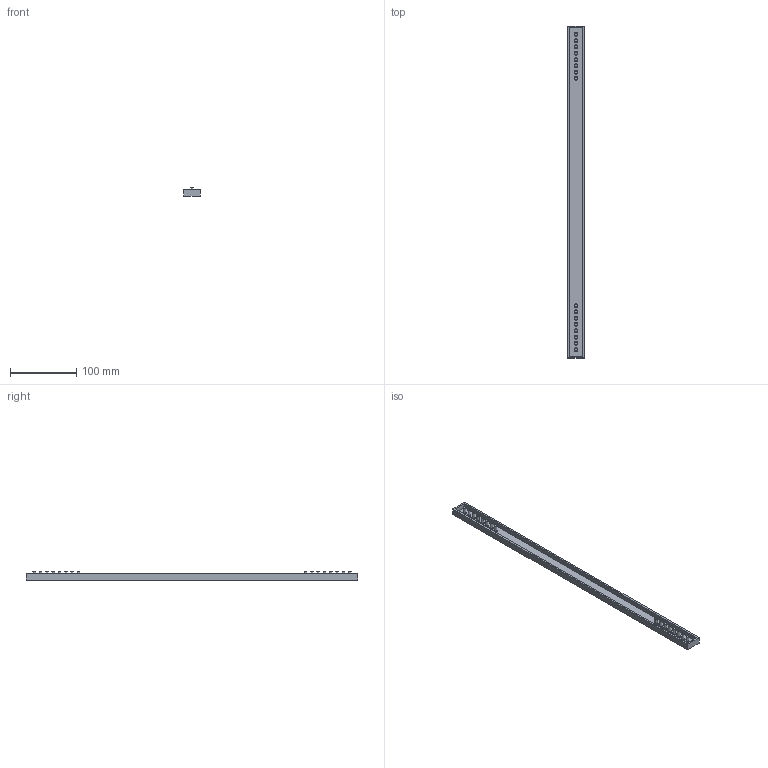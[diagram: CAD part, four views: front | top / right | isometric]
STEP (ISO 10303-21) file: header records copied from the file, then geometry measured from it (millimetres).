
FILE_DESCRIPTION(/* description */ (''),/* implementation_level */ '2;1');
FILE_NAME(/* name */ '61848c73-84d6-4426-9e31-bebc1982df25.stp',/* time_stamp */ '2020-04-25T17:22:41+00:00',/* author */ (''),/* organization */ (''),/* preprocessor_version */ 'ST-DEVELOPER v18.1',/* originating_system */ 'Autodesk Translation Framework v9.2.0.1227',/* authorisation */ '');
FILE_SCHEMA (('AUTOMOTIVE_DESIGN { 1 0 10303 214 3 1 1 }'));
Length unit declared in the file: millimetre
Products named in the file (1): Silicone Strap Mould V3 500mm
Bounding box: 25 x 500 x 12.5 mm (x, y, z)
Volume: 52808.6 mm3; surface area: 45156.4 mm2
Topology: 1 solids, 1 shells, 59 faces, 132 edges, 92 vertices
Faces by surface type: plane 27, torus 16, cylinder 16
Full cylindrical faces by diameter (mm): 4 x16
Entity records: 1747 total; most frequent: DIRECTION 344, CARTESIAN_POINT 284, ORIENTED_EDGE 264, AXIS2_PLACEMENT_3D 152, EDGE_CURVE 132, CIRCLE 92, VERTEX_POINT 92, EDGE_LOOP 76
